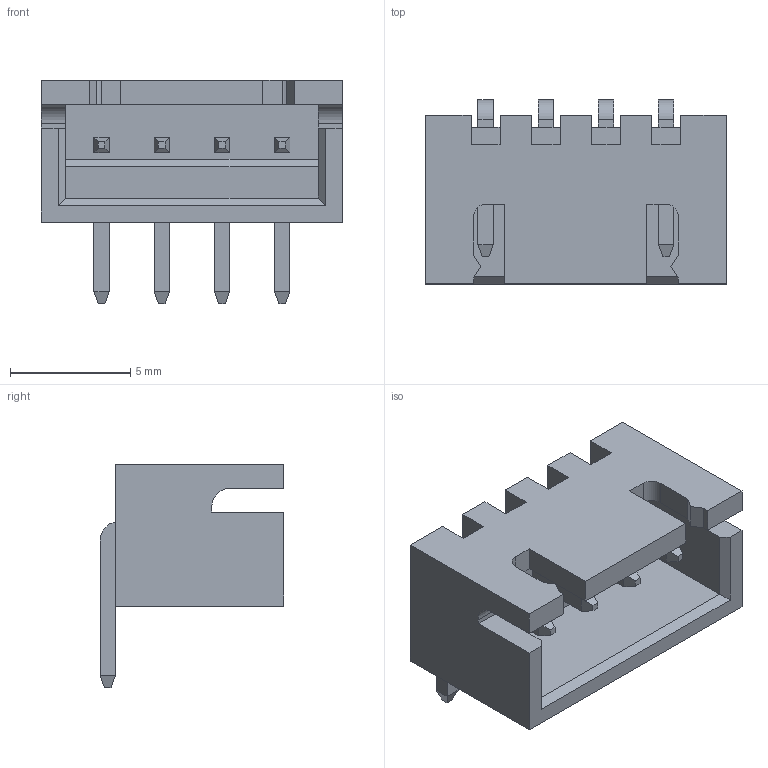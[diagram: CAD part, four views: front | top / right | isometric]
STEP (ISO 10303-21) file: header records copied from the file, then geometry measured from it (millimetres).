
FILE_DESCRIPTION (( 'STEP AP214' ), '1' );
FILE_NAME ('CONN-TH_4P-P2.50_ZX-XH2.54-4PWZ.STEP', '2023-06-27T14:21:12', ( '' ), ( '' ), 'SwSTEP 2.0', 'SolidWorks 2020', '' );
FILE_SCHEMA (( 'AUTOMOTIVE_DESIGN' ));
Length unit declared in the file: millimetre
Products named in the file (1): CONN-TH_4P-P2.50_ZX-XH2.54-4PWZ
Bounding box: 12.51 x 7.64 x 9.3 mm (x, y, z)
Volume: 317.3 mm3; surface area: 653.9 mm2
Topology: 1 solids, 1 shells, 375 faces, 1004 edges, 658 vertices
Faces by surface type: plane 265, bspline 98, cylinder 12
Entity records: 16201 total; most frequent: CARTESIAN_POINT 3344, ORIENTED_EDGE 2008, DIRECTION 1384, EDGE_CURVE 1004, LINE 780, VECTOR 780, VERTEX_POINT 658, EDGE_LOOP 402
